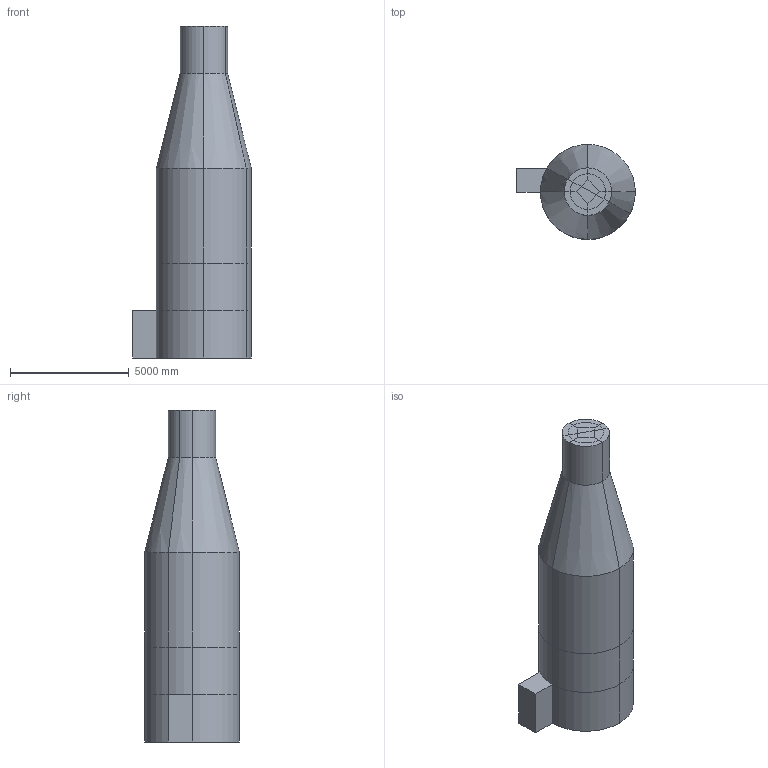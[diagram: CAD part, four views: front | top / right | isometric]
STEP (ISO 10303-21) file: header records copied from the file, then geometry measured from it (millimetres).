
FILE_DESCRIPTION(('Open CASCADE Model'),'2;1');
FILE_NAME('Open CASCADE Shape Model','2024-02-02T15:26:23',('Author'),( 'Open CASCADE'),'Open CASCADE STEP processor 7.5','Open CASCADE 7.5' ,'Unknown');
FILE_SCHEMA(('AUTOMOTIVE_DESIGN { 1 0 10303 214 1 1 1 1 }'));
Length unit declared in the file: metre
Products named in the file (2): Open CASCADE STEP translator 7.5 1; Open CASCADE STEP translator 7.5 1.1
Assembly tree (1 placements, depth 2):
  Open CASCADE STEP translator 7.5 1
    Open CASCADE STEP translator 7.5 1.1
Bounding box: 5000 x 4000 x 14000 mm (x, y, z)
Surface area: 640441813.7 mm2 (no closed solid volume)
Topology: 0 solids, 69 shells, 318 faces, 769 edges, 424 vertices
Faces by surface type: plane 239, cylinder 61, cone 18
Entity records: 8598 total; most frequent: CARTESIAN_POINT 1556, DIRECTION 1343, ORIENTED_EDGE 788, LINE 613, VECTOR 613, PCURVE 590, DEFINITIONAL_REPRESENTATION 590, EDGE_CURVE 343
